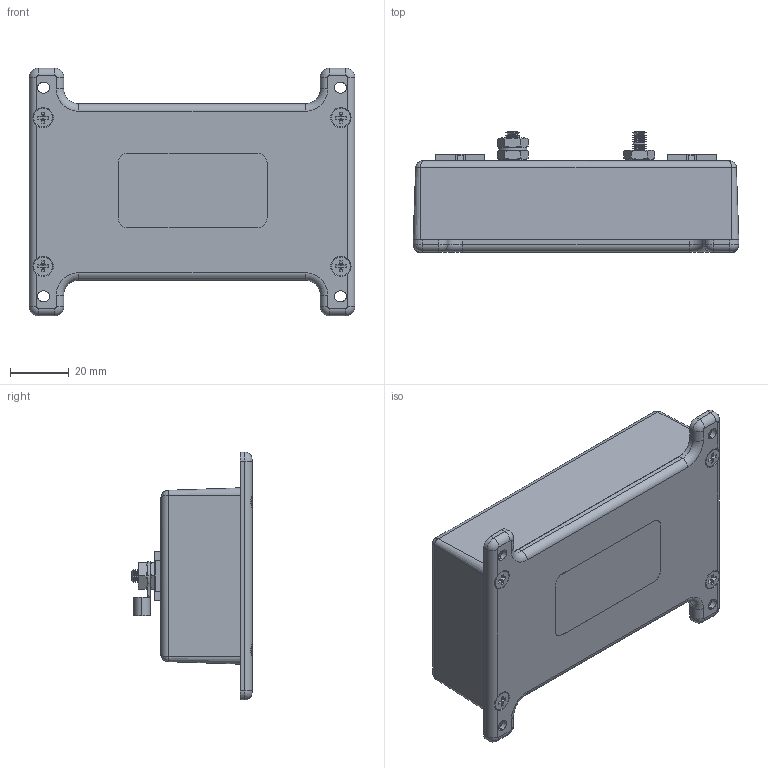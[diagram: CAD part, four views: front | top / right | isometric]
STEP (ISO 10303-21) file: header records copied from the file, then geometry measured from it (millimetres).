
FILE_DESCRIPTION (( 'STEP AP214' ), '1' );
FILE_NAME ('BT-CATX-P1-HP_3D.STEP', '2020-05-14T19:25:30', ( '' ), ( '' ), 'SwSTEP 2.0', 'SolidWorks 2018', '' );
FILE_SCHEMA (( 'AUTOMOTIVE_DESIGN' ));
Length unit declared in the file: inch
Products named in the file (12): BT-CATX-P1-HP_3D; XFN-0003; XCT-0005; XFW-0002; 1AW03-020_Blank; XFS-0039; X-JACK2_5-01; XMH-0016; X-ASSY-HYP339; X557969-1; XF377-01; XF471-01_with text
Assembly tree (23 placements, depth 2):
  BT-CATX-P1-HP_3D
    XF377-01
    XF471-01_with text
    X557969-1  x2
    X-JACK2_5-01
    XFN-0003  x5
    XFW-0002  x4
    XMH-0016  x2
    X-ASSY-HYP339
    1AW03-020_Blank
    XFS-0039  x4
    XCT-0005
Bounding box: 111.15 x 41.02 x 84.58 mm (x, y, z)
Volume: 56602.7 mm3; surface area: 72851.7 mm2
Topology: 23 solids, 23 shells, 2634 faces, 6620 edges, 4117 vertices
Faces by surface type: plane 1383, cone 810, cylinder 292, bspline 123, torus 26
Entity records: 70552 total; most frequent: CARTESIAN_POINT 18690, ORIENTED_EDGE 8056, DIRECTION 7390, EDGE_CURVE 4028, VECTOR 2940, LINE 2940, VERTEX_POINT 2569, AXIS2_PLACEMENT_3D 2225
